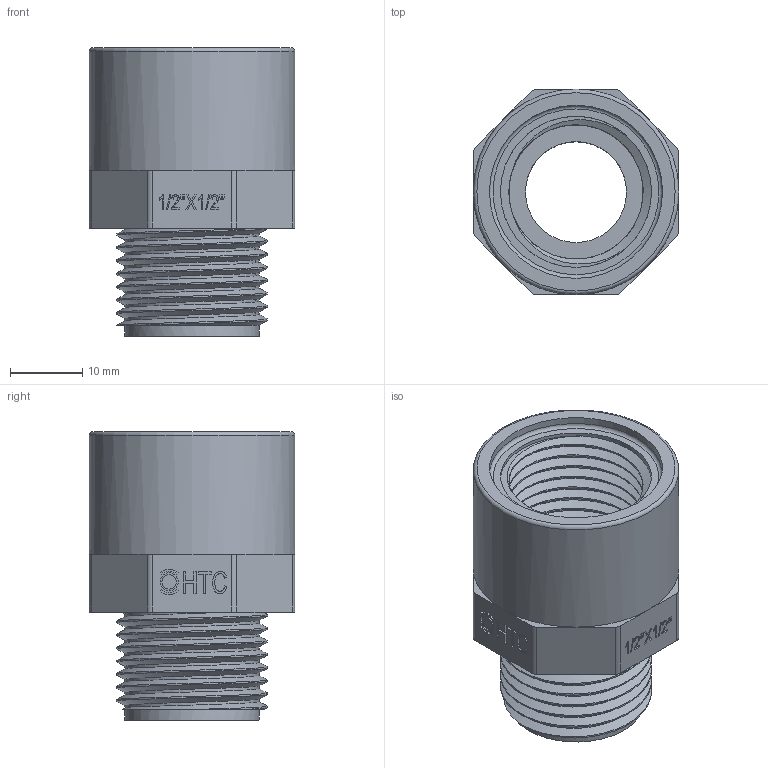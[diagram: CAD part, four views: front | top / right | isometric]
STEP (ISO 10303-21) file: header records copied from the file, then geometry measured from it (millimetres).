
FILE_DESCRIPTION(/* description */ (''),/* implementation_level */ '2;1');
FILE_NAME(/* name */ 'Z1A020020.stp',/* time_stamp */ '2025-05-15T16:13:39+08:00',/* author */ (''),/* organization */ (''),/* preprocessor_version */ 'ST-DEVELOPER v16.7',/* originating_system */ 'SIEMENS PLM Software NX 12.0',/* authorisation */ '');
FILE_SCHEMA (('AUTOMOTIVE_DESIGN { 1 0 10303 214 3 1 1 1 }'));
Length unit declared in the file: millimetre
Products named in the file (1): Admi0674FAD7a5ct
Bounding box: 28.5 x 28.5 x 40 mm (x, y, z)
Volume: 11495.8 mm3; surface area: 7798.4 mm2
Topology: 1 solids, 1 shells, 326 faces, 862 edges, 571 vertices
Faces by surface type: plane 183, extrusion 100, cylinder 37, bspline 4, torus 2
Full cylindrical faces by diameter (mm): 2 x1, 2.5 x1, 14 x1, 18.631 x7, 20.955 x9, 24 x1, 28.5 x1
Entity records: 13878 total; most frequent: CARTESIAN_POINT 7117, ORIENTED_EDGE 1606, DIRECTION 904, EDGE_CURVE 803, B_SPLINE_CURVE_WITH_KNOTS 566, VERTEX_POINT 537, VECTOR 384, EDGE_LOOP 354
